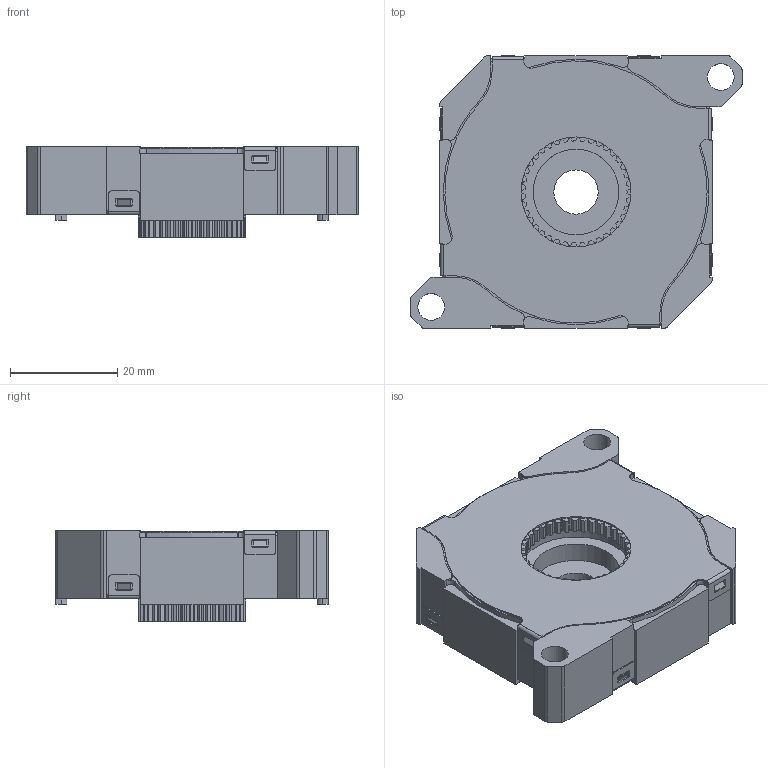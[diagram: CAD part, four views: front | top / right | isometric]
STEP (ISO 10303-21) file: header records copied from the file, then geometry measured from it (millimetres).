
FILE_DESCRIPTION (( 'STEP AP203' ), '1' );
FILE_NAME ('REV-21-2129.STEP', '2023-09-25T18:09:23', ( '' ), ( '' ), 'SwSTEP 2.0', 'SolidWorks 2022', '' );
FILE_SCHEMA (( 'CONFIG_CONTROL_DESIGN' ));
Length unit declared in the file: inch
Products named in the file (11): REV-21-2129-P04; REV-21-2129-A02; REV-21-2129; REV-21-2129-A01; REV-21-2100-P06; REV-21-2129-P06; REV-21-2100-P03; REV-21-2129-P01; REV-21-2129-P02; REV-21-2129-P05; REV-21-2129-P03
Assembly tree (18 placements, depth 3):
  REV-21-2129
    REV-21-2100-P06
    REV-21-2100-P03  x2
    REV-21-2129-A01
      REV-21-2129-P02
      REV-21-2129-P01
    REV-21-2129-A02
      REV-21-2129-P04
      REV-21-2129-P05
    REV-21-2129-P06
    REV-21-2129-P03  x8
Bounding box: 61.91 x 50.8 x 16.85 mm (x, y, z)
Volume: 22320 mm3; surface area: 29436.6 mm2
Topology: 16 solids, 16 shells, 2403 faces, 6902 edges, 4556 vertices
Faces by surface type: cylinder 1130, bspline 882, plane 303, cone 72, torus 16
Entity records: 92280 total; most frequent: CARTESIAN_POINT 48068, ORIENTED_EDGE 10006, DIRECTION 7643, EDGE_CURVE 5003, VERTEX_POINT 3310, AXIS2_PLACEMENT_3D 2845, VECTOR 1953, LINE 1953
